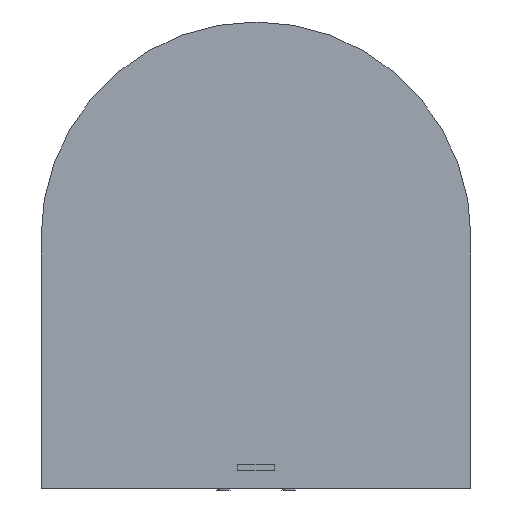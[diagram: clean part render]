
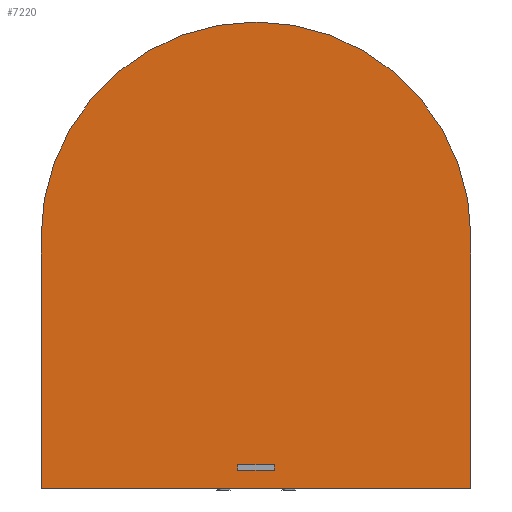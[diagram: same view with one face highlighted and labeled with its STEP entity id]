
A CAD part, front view. The second image highlights one B-rep face of the part: STEP entity #7220.
In plain terms, the highlighted planar face has unit normal (0, -1, 0).
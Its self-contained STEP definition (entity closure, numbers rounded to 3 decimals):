
#49 = EDGE_CURVE ( 'NONE', #7216, #577, #7722, .T. ) ;
#61 = VERTEX_POINT ( 'NONE', #7103 ) ;
#218 = CARTESIAN_POINT ( 'NONE',  ( 174., 0., -204. ) ) ;
#348 = ORIENTED_EDGE ( 'NONE', *, *, #3193, .F. ) ;
#449 = EDGE_CURVE ( 'NONE', #856, #7068, #1179, .T. ) ;
#577 = VERTEX_POINT ( 'NONE', #3115 ) ;
#807 = DIRECTION ( 'NONE',  ( 0., 0., -1. ) ) ;
#841 = ORIENTED_EDGE ( 'NONE', *, *, #1483, .T. ) ;
#856 = VERTEX_POINT ( 'NONE', #4532 ) ;
#1025 = VECTOR ( 'NONE', #7330, 1000. ) ;
#1066 = EDGE_CURVE ( 'NONE', #6785, #61, #6178, .T. ) ;
#1107 = VERTEX_POINT ( 'NONE', #3162 ) ;
#1179 = LINE ( 'NONE', #5517, #1025 ) ;
#1227 = ORIENTED_EDGE ( 'NONE', *, *, #1066, .F. ) ;
#1361 = EDGE_CURVE ( 'NONE', #1107, #577, #1698, .T. ) ;
#1483 = EDGE_CURVE ( 'NONE', #6785, #2628, #5153, .T. ) ;
#1672 = CARTESIAN_POINT ( 'NONE',  ( 15., 0., -185.3 ) ) ;
#1690 = VECTOR ( 'NONE', #3690, 1000. ) ;
#1698 = CIRCLE ( 'NONE', #7371, 1. ) ;
#1715 = ORIENTED_EDGE ( 'NONE', *, *, #6658, .F. ) ;
#1936 = ORIENTED_EDGE ( 'NONE', *, *, #449, .F. ) ;
#2135 = EDGE_CURVE ( 'NONE', #2458, #3712, #4100, .T. ) ;
#2458 = VERTEX_POINT ( 'NONE', #1672 ) ;
#2465 = ORIENTED_EDGE ( 'NONE', *, *, #6862, .F. ) ;
#2468 = CARTESIAN_POINT ( 'NONE',  ( -15., 0., -185.3 ) ) ;
#2560 = ORIENTED_EDGE ( 'NONE', *, *, #49, .F. ) ;
#2628 = VERTEX_POINT ( 'NONE', #6263 ) ;
#2852 = CARTESIAN_POINT ( 'NONE',  ( 0., 0., -185.3 ) ) ;
#2869 = CARTESIAN_POINT ( 'NONE',  ( -175., 0., 0. ) ) ;
#3115 = CARTESIAN_POINT ( 'NONE',  ( 175., 0., -204. ) ) ;
#3162 = CARTESIAN_POINT ( 'NONE',  ( 174., 0., -205. ) ) ;
#3193 = EDGE_CURVE ( 'NONE', #7068, #2458, #6250, .T. ) ;
#3199 = DIRECTION ( 'NONE',  ( 0., 0., 1. ) ) ;
#3285 = DIRECTION ( 'NONE',  ( 0., 0., 1. ) ) ;
#3297 = ORIENTED_EDGE ( 'NONE', *, *, #2135, .F. ) ;
#3363 = LINE ( 'NONE', #5185, #3784 ) ;
#3372 = CARTESIAN_POINT ( 'NONE',  ( 175., 0., 0. ) ) ;
#3447 = LINE ( 'NONE', #7053, #3778 ) ;
#3605 = DIRECTION ( 'NONE',  ( 0., 0., 1. ) ) ;
#3612 = DIRECTION ( 'NONE',  ( 0., 0., 1. ) ) ;
#3662 = DIRECTION ( 'NONE',  ( 0., 1., 0. ) ) ;
#3690 = DIRECTION ( 'NONE',  ( 0., 0., 1. ) ) ;
#3712 = VERTEX_POINT ( 'NONE', #2468 ) ;
#3778 = VECTOR ( 'NONE', #8033, 1000. ) ;
#3784 = VECTOR ( 'NONE', #4647, 1000. ) ;
#4100 = LINE ( 'NONE', #2852, #7456 ) ;
#4352 = FACE_BOUND ( 'NONE', #5688, .T. ) ;
#4429 = FACE_OUTER_BOUND ( 'NONE', #6745, .T. ) ;
#4532 = CARTESIAN_POINT ( 'NONE',  ( -15., 0., -190. ) ) ;
#4647 = DIRECTION ( 'NONE',  ( 0., 0., -1. ) ) ;
#5153 = CIRCLE ( 'NONE', #7669, 1. ) ;
#5185 = CARTESIAN_POINT ( 'NONE',  ( -15., 0., 0. ) ) ;
#5374 = DIRECTION ( 'NONE',  ( -1., 0., 0. ) ) ;
#5509 = CARTESIAN_POINT ( 'NONE',  ( 15., 0., -190. ) ) ;
#5517 = CARTESIAN_POINT ( 'NONE',  ( 0., 0., -190. ) ) ;
#5564 = DIRECTION ( 'NONE',  ( 0., 0., 1. ) ) ;
#5633 = PLANE ( 'NONE',  #7210 ) ;
#5688 = EDGE_LOOP ( 'NONE', ( #2465, #3297, #348, #1936 ) ) ;
#5878 = DIRECTION ( 'NONE',  ( 0., -1., 0. ) ) ;
#6002 = ORIENTED_EDGE ( 'NONE', *, *, #1361, .T. ) ;
#6178 = LINE ( 'NONE', #2869, #7827 ) ;
#6212 = DIRECTION ( 'NONE',  ( 0., 1., 0. ) ) ;
#6250 = LINE ( 'NONE', #8113, #1690 ) ;
#6263 = CARTESIAN_POINT ( 'NONE',  ( -174., 0., -205. ) ) ;
#6658 = EDGE_CURVE ( 'NONE', #61, #7216, #6819, .T. ) ;
#6707 = CARTESIAN_POINT ( 'NONE',  ( -174., 0., -204. ) ) ;
#6710 = ORIENTED_EDGE ( 'NONE', *, *, #6990, .F. ) ;
#6718 = CARTESIAN_POINT ( 'NONE',  ( 0., 0., 0. ) ) ;
#6745 = EDGE_LOOP ( 'NONE', ( #6710, #6002, #2560, #1715, #1227, #841 ) ) ;
#6785 = VERTEX_POINT ( 'NONE', #6894 ) ;
#6819 = CIRCLE ( 'NONE', #7614, 175. ) ;
#6862 = EDGE_CURVE ( 'NONE', #3712, #856, #3363, .T. ) ;
#6881 = CARTESIAN_POINT ( 'NONE',  ( 0., 0., 0. ) ) ;
#6894 = CARTESIAN_POINT ( 'NONE',  ( -175., 0., -204. ) ) ;
#6962 = CARTESIAN_POINT ( 'NONE',  ( 175., 0., 0. ) ) ;
#6990 = EDGE_CURVE ( 'NONE', #1107, #2628, #3447, .T. ) ;
#7053 = CARTESIAN_POINT ( 'NONE',  ( 175., 0., -205. ) ) ;
#7068 = VERTEX_POINT ( 'NONE', #5509 ) ;
#7103 = CARTESIAN_POINT ( 'NONE',  ( -175., 0., 0. ) ) ;
#7210 = AXIS2_PLACEMENT_3D ( 'NONE', #6881, #6212, #3199 ) ;
#7216 = VERTEX_POINT ( 'NONE', #6962 ) ;
#7220 = ADVANCED_FACE ( 'NONE', ( #4429, #4352 ), #5633, .F. ) ;
#7242 = VECTOR ( 'NONE', #807, 1000. ) ;
#7330 = DIRECTION ( 'NONE',  ( 1., 0., 0. ) ) ;
#7371 = AXIS2_PLACEMENT_3D ( 'NONE', #218, #5878, #3285 ) ;
#7456 = VECTOR ( 'NONE', #5374, 1000. ) ;
#7614 = AXIS2_PLACEMENT_3D ( 'NONE', #6718, #3662, #5564 ) ;
#7669 = AXIS2_PLACEMENT_3D ( 'NONE', #6707, #7911, #3605 ) ;
#7722 = LINE ( 'NONE', #3372, #7242 ) ;
#7827 = VECTOR ( 'NONE', #3612, 1000. ) ;
#7911 = DIRECTION ( 'NONE',  ( 0., -1., 0. ) ) ;
#8033 = DIRECTION ( 'NONE',  ( -1., 0., 0. ) ) ;
#8113 = CARTESIAN_POINT ( 'NONE',  ( 15., 0., 0. ) ) ;
